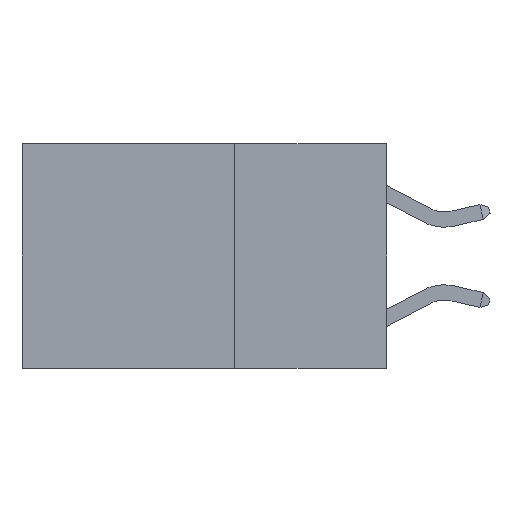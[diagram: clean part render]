
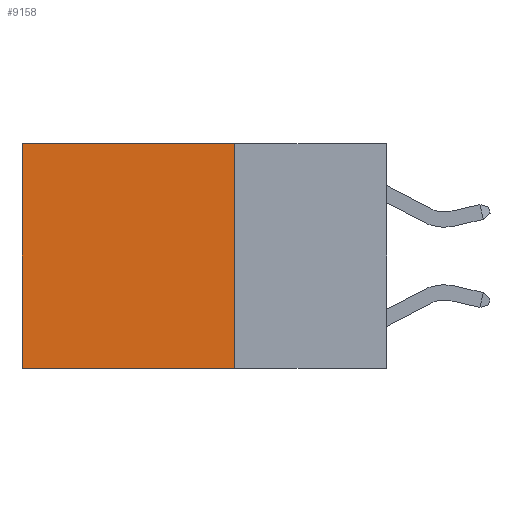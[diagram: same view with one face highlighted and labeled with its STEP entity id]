
A CAD part, left-side view. The second image highlights one B-rep face of the part: STEP entity #9158.
In plain terms, the highlighted planar face has unit normal (-1, 0, 0).
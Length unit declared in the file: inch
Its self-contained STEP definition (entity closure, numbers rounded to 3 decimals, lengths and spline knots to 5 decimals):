
#999 = CARTESIAN_POINT ( 'NONE',  ( 0.2625, 0.25, -0.37 ) ) ;
#1319 = FACE_OUTER_BOUND ( 'NONE', #7828, .T. ) ;
#2249 = DIRECTION ( 'NONE',  ( 0., 0., -1. ) ) ;
#2313 = DIRECTION ( 'NONE',  ( 0., 1., 0. ) ) ;
#2575 = VECTOR ( 'NONE', #2806, 39.37008 ) ;
#2806 = DIRECTION ( 'NONE',  ( 0., 1., 0. ) ) ;
#3109 = ORIENTED_EDGE ( 'NONE', *, *, #4056, .T. ) ;
#3252 = VERTEX_POINT ( 'NONE', #9446 ) ;
#3317 = AXIS2_PLACEMENT_3D ( 'NONE', #3325, #3507, #4782 ) ;
#3325 = CARTESIAN_POINT ( 'NONE',  ( 0.2625, 0.25, 0. ) ) ;
#3361 = CARTESIAN_POINT ( 'NONE',  ( 0.2625, 0.25, 0. ) ) ;
#3507 = DIRECTION ( 'NONE',  ( 1., 0., 0. ) ) ;
#4056 = EDGE_CURVE ( 'NONE', #7718, #7738, #14467, .T. ) ;
#4732 = CARTESIAN_POINT ( 'NONE',  ( 0.2625, 0.25, 0. ) ) ;
#4782 = DIRECTION ( 'NONE',  ( 0., 0., -1. ) ) ;
#5633 = ORIENTED_EDGE ( 'NONE', *, *, #7682, .F. ) ;
#5867 = PLANE ( 'NONE',  #3317 ) ;
#6487 = VERTEX_POINT ( 'NONE', #3361 ) ;
#7046 = DIRECTION ( 'NONE',  ( 0., 0., -1. ) ) ;
#7449 = ORIENTED_EDGE ( 'NONE', *, *, #13346, .T. ) ;
#7682 = EDGE_CURVE ( 'NONE', #6487, #3252, #10207, .T. ) ;
#7718 = VERTEX_POINT ( 'NONE', #9976 ) ;
#7738 = VERTEX_POINT ( 'NONE', #13859 ) ;
#7828 = EDGE_LOOP ( 'NONE', ( #3109, #10577, #5633, #7449 ) ) ;
#9158 = ADVANCED_FACE ( 'NONE', ( #1319 ), #5867, .F. ) ;
#9446 = CARTESIAN_POINT ( 'NONE',  ( 0.2625, 0.25, -0.37 ) ) ;
#9524 = LINE ( 'NONE', #15665, #2575 ) ;
#9976 = CARTESIAN_POINT ( 'NONE',  ( 0.2625, 0.6, 0. ) ) ;
#10207 = LINE ( 'NONE', #4732, #12669 ) ;
#10577 = ORIENTED_EDGE ( 'NONE', *, *, #15753, .F. ) ;
#12224 = VECTOR ( 'NONE', #7046, 39.37008 ) ;
#12564 = VECTOR ( 'NONE', #2313, 39.37008 ) ;
#12669 = VECTOR ( 'NONE', #2249, 39.37008 ) ;
#13346 = EDGE_CURVE ( 'NONE', #6487, #7718, #9524, .T. ) ;
#13859 = CARTESIAN_POINT ( 'NONE',  ( 0.2625, 0.6, -0.37 ) ) ;
#14467 = LINE ( 'NONE', #14894, #12224 ) ;
#14894 = CARTESIAN_POINT ( 'NONE',  ( 0.2625, 0.6, 0. ) ) ;
#15665 = CARTESIAN_POINT ( 'NONE',  ( 0.2625, 0.25, 0. ) ) ;
#15753 = EDGE_CURVE ( 'NONE', #3252, #7738, #16007, .T. ) ;
#16007 = LINE ( 'NONE', #999, #12564 ) ;
